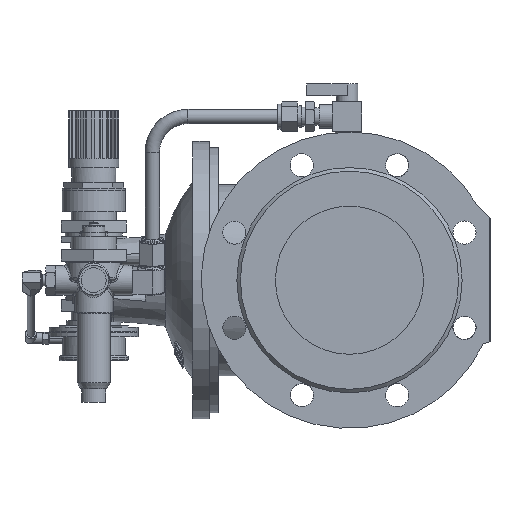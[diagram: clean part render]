
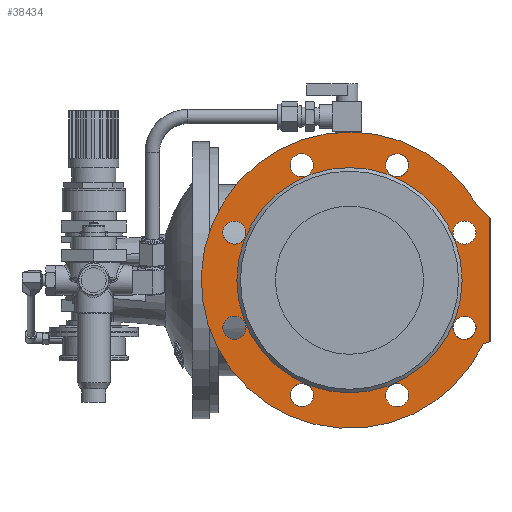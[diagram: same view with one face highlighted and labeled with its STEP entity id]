
A CAD part, left-side view. The second image highlights one B-rep face of the part: STEP entity #38434.
In plain terms, the highlighted planar face has unit normal (-1, 0, 0).
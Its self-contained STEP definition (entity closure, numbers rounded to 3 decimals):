
#1120 = AXIS2_PLACEMENT_3D ( 'NONE', #7648, #7649, #7650 ) ;
#1133 = AXIS2_PLACEMENT_3D ( 'NONE', #7704, #7705, #7706 ) ;
#1158 = AXIS2_PLACEMENT_3D ( 'NONE', #7853, #7854, #7855 ) ;
#1159 = AXIS2_PLACEMENT_3D ( 'NONE', #7858, #7859, #7860 ) ;
#1161 = AXIS2_PLACEMENT_3D ( 'NONE', #7881, #7882, #7883 ) ;
#1165 = AXIS2_PLACEMENT_3D ( 'NONE', #7886, #7887, #7888 ) ;
#1167 = AXIS2_PLACEMENT_3D ( 'NONE', #7889, #7890, #7891 ) ;
#4237 = ORIENTED_EDGE ( 'NONE', *, *, #14979, .T. ) ;
#7648 = CARTESIAN_POINT ( 'NONE',  ( -197., -40.182, -97.007 ) ) ;
#7649 = DIRECTION ( 'NONE',  ( 1., 0., 0. ) ) ;
#7650 = DIRECTION ( 'NONE',  ( 0., -1., 0. ) ) ;
#7704 = CARTESIAN_POINT ( 'NONE',  ( -197., 97.007, -40.182 ) ) ;
#7705 = DIRECTION ( 'NONE',  ( 1., 0., 0. ) ) ;
#7706 = DIRECTION ( 'NONE',  ( 0., 0., -1. ) ) ;
#7718 = DIRECTION ( 'NONE',  ( 0., -0.689, -0.725 ) ) ;
#7720 = CARTESIAN_POINT ( 'NONE',  ( -197., -118.5, 52. ) ) ;
#7853 = CARTESIAN_POINT ( 'NONE',  ( -197., 97.007, 40.182 ) ) ;
#7854 = DIRECTION ( 'NONE',  ( 1., 0., 0. ) ) ;
#7855 = DIRECTION ( 'NONE',  ( 0., 0.707, -0.707 ) ) ;
#7858 = CARTESIAN_POINT ( 'NONE',  ( -197., 40.182, 97.007 ) ) ;
#7859 = DIRECTION ( 'NONE',  ( 1., 0., 0. ) ) ;
#7860 = DIRECTION ( 'NONE',  ( 0., 1., 0. ) ) ;
#7865 = CARTESIAN_POINT ( 'NONE',  ( -197., -118.5, 52. ) ) ;
#7867 = DIRECTION ( 'NONE',  ( 0., 0., -1. ) ) ;
#7881 = CARTESIAN_POINT ( 'NONE',  ( -197., 40.182, -97.007 ) ) ;
#7882 = DIRECTION ( 'NONE',  ( 1., 0., 0. ) ) ;
#7883 = DIRECTION ( 'NONE',  ( 0., -0.707, -0.707 ) ) ;
#7886 = CARTESIAN_POINT ( 'NONE',  ( -197., -97.007, -40.182 ) ) ;
#7887 = DIRECTION ( 'NONE',  ( 1., 0., 0. ) ) ;
#7888 = DIRECTION ( 'NONE',  ( 0., -0.707, 0.707 ) ) ;
#7889 = CARTESIAN_POINT ( 'NONE',  ( -197., -97.007, 40.182 ) ) ;
#7890 = DIRECTION ( 'NONE',  ( 1., 0., 0. ) ) ;
#7891 = DIRECTION ( 'NONE',  ( 0., 0., 1. ) ) ;
#7923 = CARTESIAN_POINT ( 'NONE',  ( -197., 0., 0. ) ) ;
#7924 = DIRECTION ( 'NONE',  ( 1., 0., 0. ) ) ;
#7925 = DIRECTION ( 'NONE',  ( 0., 1., 0. ) ) ;
#7939 = CARTESIAN_POINT ( 'NONE',  ( -197., 0., 0. ) ) ;
#7940 = DIRECTION ( 'NONE',  ( 1., 0., 0. ) ) ;
#7941 = DIRECTION ( 'NONE',  ( 0., 0., -1. ) ) ;
#7973 = CARTESIAN_POINT ( 'NONE',  ( -197., -118.5, -52. ) ) ;
#7986 = DIRECTION ( 'NONE',  ( 0., 0.966, -0.259 ) ) ;
#7991 = CARTESIAN_POINT ( 'NONE',  ( -197., -40.182, 97.007 ) ) ;
#7992 = DIRECTION ( 'NONE',  ( 1., 0., 0. ) ) ;
#7993 = DIRECTION ( 'NONE',  ( 0., 0.707, 0.707 ) ) ;
#8061 = AXIS2_PLACEMENT_3D ( 'NONE', #7923, #7924, #7925 ) ;
#8062 = AXIS2_PLACEMENT_3D ( 'NONE', #7939, #7940, #7941 ) ;
#8068 = AXIS2_PLACEMENT_3D ( 'NONE', #7991, #7992, #7993 ) ;
#8519 = AXIS2_PLACEMENT_3D ( 'NONE', #33453, #33451, #33463 ) ;
#10404 = CARTESIAN_POINT ( 'NONE',  ( -197., -118.5, 52. ) ) ;
#10407 = CARTESIAN_POINT ( 'NONE',  ( -197., -118.5, -52. ) ) ;
#10416 = CARTESIAN_POINT ( 'NONE',  ( -197., -112.983, -53.478 ) ) ;
#10417 = CARTESIAN_POINT ( 'NONE',  ( -197., -107.843, 63.206 ) ) ;
#14871 = EDGE_CURVE ( 'NONE', #38094, #38094, #19489, .T. ) ;
#14901 = EDGE_CURVE ( 'NONE', #38100, #38100, #19507, .T. ) ;
#14914 = EDGE_CURVE ( 'NONE', #16962, #16948, #19510, .T. ) ;
#14976 = EDGE_CURVE ( 'NONE', #38106, #38106, #19544, .T. ) ;
#14979 = EDGE_CURVE ( 'NONE', #38107, #38107, #19545, .T. ) ;
#14983 = EDGE_CURVE ( 'NONE', #16948, #16952, #19546, .T. ) ;
#14994 = EDGE_CURVE ( 'NONE', #38108, #38108, #19542, .T. ) ;
#14998 = EDGE_CURVE ( 'NONE', #38109, #38109, #19553, .T. ) ;
#15000 = EDGE_CURVE ( 'NONE', #38110, #38110, #19558, .T. ) ;
#15011 = EDGE_CURVE ( 'NONE', #38113, #38113, #19562, .T. ) ;
#15019 = EDGE_CURVE ( 'NONE', #16961, #16962, #19566, .T. ) ;
#15043 = EDGE_CURVE ( 'NONE', #16952, #16961, #19582, .T. ) ;
#15047 = EDGE_CURVE ( 'NONE', #38119, #38119, #19584, .T. ) ;
#16384 = EDGE_LOOP ( 'NONE', ( #16933 ) ) ;
#16389 = EDGE_LOOP ( 'NONE', ( #16925 ) ) ;
#16390 = EDGE_LOOP ( 'NONE', ( #4237 ) ) ;
#16391 = EDGE_LOOP ( 'NONE', ( #16932, #16921, #16924, #16922 ) ) ;
#16406 = EDGE_LOOP ( 'NONE', ( #16920 ) ) ;
#16409 = EDGE_LOOP ( 'NONE', ( #16927 ) ) ;
#16417 = EDGE_LOOP ( 'NONE', ( #16919 ) ) ;
#16421 = EDGE_LOOP ( 'NONE', ( #16928 ) ) ;
#16424 = EDGE_LOOP ( 'NONE', ( #16926 ) ) ;
#16425 = EDGE_LOOP ( 'NONE', ( #16923 ) ) ;
#16919 = ORIENTED_EDGE ( 'NONE', *, *, #14871, .T. ) ;
#16920 = ORIENTED_EDGE ( 'NONE', *, *, #14901, .T. ) ;
#16921 = ORIENTED_EDGE ( 'NONE', *, *, #15043, .F. ) ;
#16922 = ORIENTED_EDGE ( 'NONE', *, *, #14914, .F. ) ;
#16923 = ORIENTED_EDGE ( 'NONE', *, *, #15000, .T. ) ;
#16924 = ORIENTED_EDGE ( 'NONE', *, *, #14983, .F. ) ;
#16925 = ORIENTED_EDGE ( 'NONE', *, *, #14998, .T. ) ;
#16926 = ORIENTED_EDGE ( 'NONE', *, *, #15047, .T. ) ;
#16927 = ORIENTED_EDGE ( 'NONE', *, *, #14994, .T. ) ;
#16928 = ORIENTED_EDGE ( 'NONE', *, *, #14976, .T. ) ;
#16932 = ORIENTED_EDGE ( 'NONE', *, *, #15019, .F. ) ;
#16933 = ORIENTED_EDGE ( 'NONE', *, *, #15011, .T. ) ;
#16948 = VERTEX_POINT ( 'NONE', #10404 ) ;
#16952 = VERTEX_POINT ( 'NONE', #10407 ) ;
#16961 = VERTEX_POINT ( 'NONE', #10416 ) ;
#16962 = VERTEX_POINT ( 'NONE', #10417 ) ;
#19489 = CIRCLE ( 'NONE', #1120, 9.75 ) ;
#19507 = CIRCLE ( 'NONE', #1133, 9.75 ) ;
#19510 = LINE ( 'NONE', #7720, #19514 ) ;
#19514 = VECTOR ( 'NONE', #7718, 1000. ) ;
#19542 = CIRCLE ( 'NONE', #1161, 9.75 ) ;
#19544 = CIRCLE ( 'NONE', #1158, 9.75 ) ;
#19545 = CIRCLE ( 'NONE', #1159, 9.75 ) ;
#19546 = LINE ( 'NONE', #7865, #19547 ) ;
#19547 = VECTOR ( 'NONE', #7867, 1000. ) ;
#19553 = CIRCLE ( 'NONE', #1165, 9.75 ) ;
#19558 = CIRCLE ( 'NONE', #1167, 9.75 ) ;
#19562 = CIRCLE ( 'NONE', #8061, 95. ) ;
#19566 = CIRCLE ( 'NONE', #8062, 125. ) ;
#19578 = VECTOR ( 'NONE', #7986, 1000. ) ;
#19582 = LINE ( 'NONE', #7973, #19578 ) ;
#19584 = CIRCLE ( 'NONE', #8068, 9.75 ) ;
#26872 = FACE_BOUND ( 'NONE', #16390, .T. ) ;
#26873 = FACE_BOUND ( 'NONE', #16417, .T. ) ;
#26874 = FACE_BOUND ( 'NONE', #16384, .T. ) ;
#26875 = FACE_BOUND ( 'NONE', #16406, .T. ) ;
#26876 = FACE_BOUND ( 'NONE', #16425, .T. ) ;
#26877 = FACE_OUTER_BOUND ( 'NONE', #16391, .T. ) ;
#26878 = FACE_BOUND ( 'NONE', #16409, .T. ) ;
#26879 = FACE_BOUND ( 'NONE', #16389, .T. ) ;
#26880 = FACE_BOUND ( 'NONE', #16424, .T. ) ;
#26881 = FACE_BOUND ( 'NONE', #16421, .T. ) ;
#33451 = DIRECTION ( 'NONE',  ( 1., 0., 0. ) ) ;
#33453 = CARTESIAN_POINT ( 'NONE',  ( -197., 0., 0. ) ) ;
#33457 = PLANE ( 'NONE',  #8519 ) ;
#33463 = DIRECTION ( 'NONE',  ( 0., 0., -1. ) ) ;
#37828 = CARTESIAN_POINT ( 'NONE',  ( -197., -49.932, -97.007 ) ) ;
#37834 = CARTESIAN_POINT ( 'NONE',  ( -197., 97.007, -49.932 ) ) ;
#37840 = CARTESIAN_POINT ( 'NONE',  ( -197., 103.902, 33.287 ) ) ;
#37841 = CARTESIAN_POINT ( 'NONE',  ( -197., 49.932, 97.007 ) ) ;
#37842 = CARTESIAN_POINT ( 'NONE',  ( -197., 33.287, -103.902 ) ) ;
#37843 = CARTESIAN_POINT ( 'NONE',  ( -197., -103.902, -33.287 ) ) ;
#37844 = CARTESIAN_POINT ( 'NONE',  ( -197., -97.007, 49.932 ) ) ;
#37847 = CARTESIAN_POINT ( 'NONE',  ( -197., 95., 0. ) ) ;
#37853 = CARTESIAN_POINT ( 'NONE',  ( -197., -33.287, 103.902 ) ) ;
#38094 = VERTEX_POINT ( 'NONE', #37828 ) ;
#38100 = VERTEX_POINT ( 'NONE', #37834 ) ;
#38106 = VERTEX_POINT ( 'NONE', #37840 ) ;
#38107 = VERTEX_POINT ( 'NONE', #37841 ) ;
#38108 = VERTEX_POINT ( 'NONE', #37842 ) ;
#38109 = VERTEX_POINT ( 'NONE', #37843 ) ;
#38110 = VERTEX_POINT ( 'NONE', #37844 ) ;
#38113 = VERTEX_POINT ( 'NONE', #37847 ) ;
#38119 = VERTEX_POINT ( 'NONE', #37853 ) ;
#38434 = ADVANCED_FACE ( 'NONE', ( #26872, #26876, #26873, #26875, #26874, #26877, #26878, #26879, #26880, #26881 ), #33457, .F. ) ;
